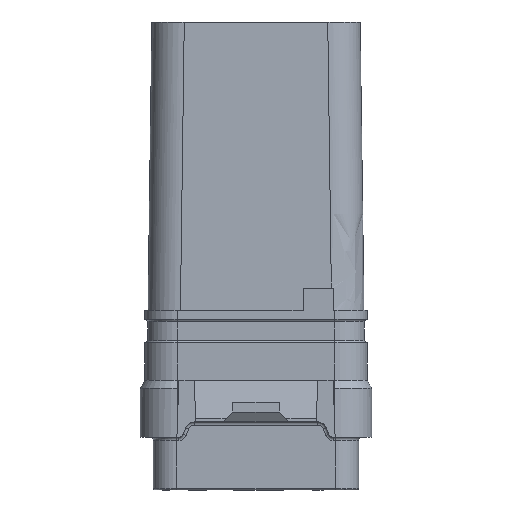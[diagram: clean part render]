
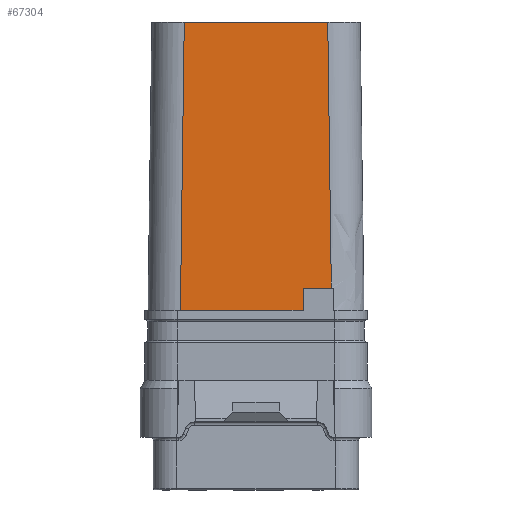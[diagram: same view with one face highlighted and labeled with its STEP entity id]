
A CAD part, front view. The second image highlights one B-rep face of the part: STEP entity #67304.
In plain terms, the highlighted planar face has unit normal (0, -1, 0.013).
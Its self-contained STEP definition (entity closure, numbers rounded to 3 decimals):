
#61=DIRECTION('',(1.,0.,0.));
#62=VECTOR('',#61,7.95);
#63=CARTESIAN_POINT('',(-4.9,-6.,0.));
#64=LINE('',#63,#62);
#65=DIRECTION('',(0.,0.013,1.));
#66=VECTOR('',#65,1.45);
#67=CARTESIAN_POINT('',(3.05,-6.,0.));
#68=LINE('',#67,#66);
#69=DIRECTION('',(0.013,0.013,1.));
#70=VECTOR('',#69,18.683);
#71=CARTESIAN_POINT('',(-4.9,-6.,0.));
#72=LINE('',#71,#70);
#73=DIRECTION('',(-1.,0.,0.));
#74=VECTOR('',#73,1.831);
#75=CARTESIAN_POINT('',(4.881,-5.981,1.45));
#76=LINE('',#75,#74);
#106=DIRECTION('',(-0.013,0.013,1.));
#107=VECTOR('',#106,17.233);
#108=CARTESIAN_POINT('',(4.881,-5.981,1.45));
#109=LINE('',#108,#107);
#6503=DIRECTION('',(1.,0.,0.));
#6504=VECTOR('',#6503,9.3);
#6505=CARTESIAN_POINT('',(-4.65,-5.75,18.68));
#6506=LINE('',#6505,#6504);
#57661=CARTESIAN_POINT('',(-4.65,-5.75,18.68));
#57662=VERTEX_POINT('',#57661);
#57663=CARTESIAN_POINT('',(4.65,-5.75,18.68));
#57664=VERTEX_POINT('',#57663);
#57677=CARTESIAN_POINT('',(-4.9,-6.,0.));
#57678=VERTEX_POINT('',#57677);
#58380=CARTESIAN_POINT('',(3.05,-6.,0.));
#58382=VERTEX_POINT('',#58380);
#58387=CARTESIAN_POINT('',(3.05,-5.981,1.45));
#58388=VERTEX_POINT('',#58387);
#58389=CARTESIAN_POINT('',(4.881,-5.981,1.45));
#58390=VERTEX_POINT('',#58389);
#67287=CARTESIAN_POINT('',(0.,-5.875,9.34));
#67288=DIRECTION('',(0.,-1.,0.013));
#67289=DIRECTION('',(1.,0.,0.));
#67290=AXIS2_PLACEMENT_3D('',#67287,#67288,#67289);
#67291=PLANE('',#67290);
#67292=ORIENTED_EDGE('',*,*,#67278,.F.);
#67293=ORIENTED_EDGE('',*,*,#67267,.F.);
#67295=ORIENTED_EDGE('',*,*,#67294,.T.);
#67297=ORIENTED_EDGE('',*,*,#67296,.T.);
#67299=ORIENTED_EDGE('',*,*,#67298,.F.);
#67301=ORIENTED_EDGE('',*,*,#67300,.T.);
#67302=EDGE_LOOP('',(#67292,#67293,#67295,#67297,#67299,#67301));
#67303=FACE_OUTER_BOUND('',#67302,.F.);
#67304=ADVANCED_FACE('',(#67303),#67291,.T.);
#67267=EDGE_CURVE('',#57678,#58382,#64,.T.);
#67278=EDGE_CURVE('',#58382,#58388,#68,.T.);
#67294=EDGE_CURVE('',#57678,#57662,#72,.T.);
#67296=EDGE_CURVE('',#57662,#57664,#6506,.T.);
#67298=EDGE_CURVE('',#58390,#57664,#109,.T.);
#67300=EDGE_CURVE('',#58390,#58388,#76,.T.);
